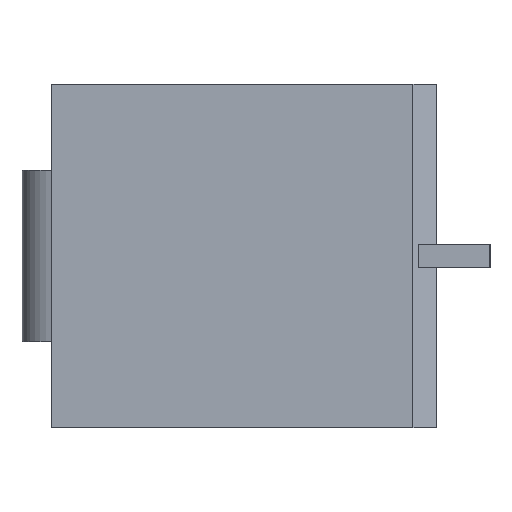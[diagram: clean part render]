
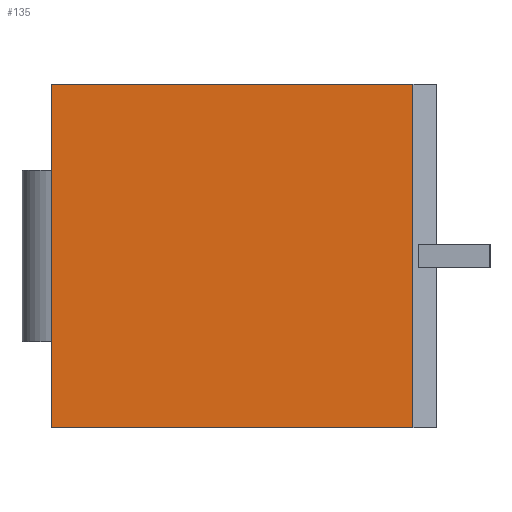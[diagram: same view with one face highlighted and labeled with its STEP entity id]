
A CAD part, left-side view. The second image highlights one B-rep face of the part: STEP entity #135.
In plain terms, the highlighted planar face has unit normal (-1, 0, 0).
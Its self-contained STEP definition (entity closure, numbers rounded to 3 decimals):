
#135=ADVANCED_FACE('',(#290),#291,.F.);
#290=FACE_OUTER_BOUND('',#458,.T.);
#291=PLANE('',#459);
#458=EDGE_LOOP('',(#798,#799,#800,#801));
#459=AXIS2_PLACEMENT_3D('',#802,#803,#804);
#798=ORIENTED_EDGE('',*,*,#1024,.T.);
#799=ORIENTED_EDGE('',*,*,#1064,.F.);
#800=ORIENTED_EDGE('',*,*,#1068,.T.);
#801=ORIENTED_EDGE('',*,*,#1041,.F.);
#802=CARTESIAN_POINT('',(-6.4,3.25,0.0));
#803=DIRECTION('',(1.0,0.0,0.0));
#804=DIRECTION('',(0.0,0.0,-1.0));
#1024=EDGE_CURVE('',#1236,#1234,#1237,.T.);
#1041=EDGE_CURVE('',#1236,#1260,#1261,.T.);
#1064=EDGE_CURVE('',#1287,#1234,#1289,.T.);
#1068=EDGE_CURVE('',#1287,#1260,#1293,.T.);
#1234=VERTEX_POINT('',#1522);
#1236=VERTEX_POINT('',#1525);
#1237=LINE('',#1526,#1527);
#1260=VERTEX_POINT('',#1562);
#1261=LINE('',#1563,#1564);
#1287=VERTEX_POINT('',#1598);
#1289=LINE('',#1601,#1602);
#1293=LINE('',#1607,#1608);
#1522=CARTESIAN_POINT('',(-6.4,0.4,2.9));
#1525=CARTESIAN_POINT('',(-6.4,0.4,-2.9));
#1526=CARTESIAN_POINT('',(-6.4,0.4,-2.5));
#1527=VECTOR('',#1790,1.0);
#1562=CARTESIAN_POINT('',(-6.4,6.5,-2.9));
#1563=CARTESIAN_POINT('',(-6.4,3.25,-2.9));
#1564=VECTOR('',#1803,1.0);
#1598=CARTESIAN_POINT('',(-6.4,6.5,2.9));
#1601=CARTESIAN_POINT('',(-6.4,3.25,2.9));
#1602=VECTOR('',#1831,1.0);
#1607=CARTESIAN_POINT('',(-6.4,6.5,0.0));
#1608=VECTOR('',#1833,1.0);
#1790=DIRECTION('',(0.0,0.0,1.0));
#1803=DIRECTION('',(0.0,1.0,0.0));
#1831=DIRECTION('',(0.0,-1.0,0.0));
#1833=DIRECTION('',(0.0,0.0,-1.0));
